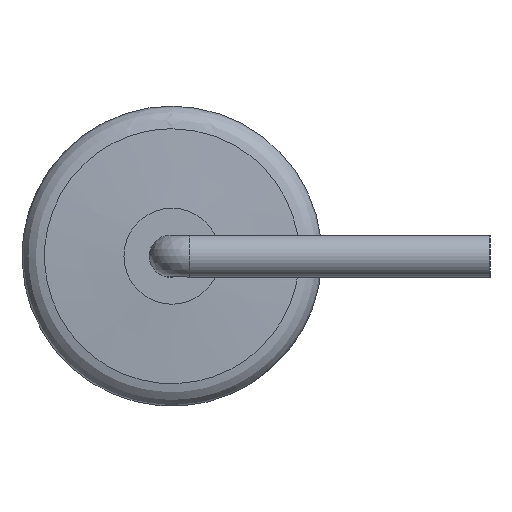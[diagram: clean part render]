
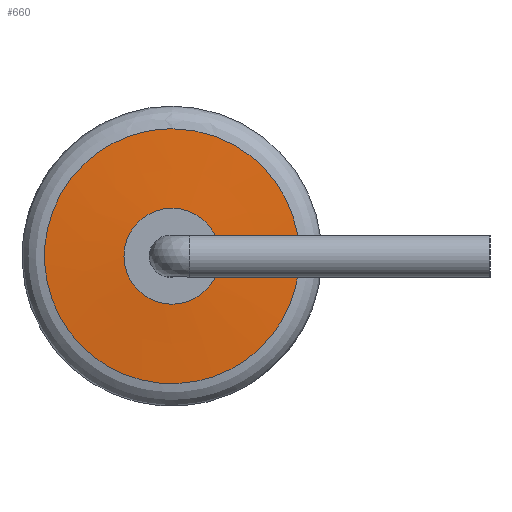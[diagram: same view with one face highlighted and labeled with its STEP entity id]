
A CAD part, left-side view. The second image highlights one B-rep face of the part: STEP entity #660.
In plain terms, the highlighted conical face has half-angle 86.634 degrees and reference radius 0.8 mm.
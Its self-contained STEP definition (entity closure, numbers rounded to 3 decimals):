
#425 = ( BOUNDED_SURFACE() B_SPLINE_SURFACE(2,13,(
    (#426,#427,#428,#429,#430,#431,#432,#433,#434,#435,#436,#437,#438
      ,#439)
    ,(#440,#441,#442,#443,#444,#445,#446,#447,#448,#449,#450,#451,#452
      ,#453)
    ,(#454,#455,#456,#457,#458,#459,#460,#461,#462,#463,#464,#465,#466
,#467
    )),.UNSPECIFIED.,.F.,.T.,.F.) B_SPLINE_SURFACE_WITH_KNOTS((3,3),(14,
    14),(0.,15.708),(0.,15.708),
.PIECEWISE_BEZIER_KNOTS.) GEOMETRIC_REPRESENTATION_ITEM() 
RATIONAL_B_SPLINE_SURFACE((
    (1.,1.,1.,1.,1.,1.
      ,1.,1.,1.,1.
      ,1.,1.,1.,1.)
    ,(0.728,0.728,0.728,0.728
      ,0.728,0.728,0.728,0.728
      ,0.728,0.728,0.728,0.728
      ,0.728,0.728)
    ,(1.,1.,1.,1.,1.,1.
      ,1.,1.,1.,1.
,1.,1.,1.,1.))) REPRESENTATION_ITEM('') SURFACE() );
#426 = CARTESIAN_POINT('',(-5.922,0.,
    2.123));
#427 = CARTESIAN_POINT('',(-5.922,-1.011,2.123)
  );
#428 = CARTESIAN_POINT('',(-5.922,-2.046,1.601
    ));
#429 = CARTESIAN_POINT('',(-5.922,-2.786,
    0.525));
#430 = CARTESIAN_POINT('',(-5.922,-2.9,
    -0.955));
#431 = CARTESIAN_POINT('',(-5.922,-2.111,
    -2.234));
#432 = CARTESIAN_POINT('',(-5.922,-0.96,
    -3.172));
#433 = CARTESIAN_POINT('',(-5.922,0.96,
    -3.172));
#434 = CARTESIAN_POINT('',(-5.922,2.111,
    -2.234));
#435 = CARTESIAN_POINT('',(-5.922,2.9,
    -0.955));
#436 = CARTESIAN_POINT('',(-5.922,2.786,0.525)
  );
#437 = CARTESIAN_POINT('',(-5.922,2.046,1.601
    ));
#438 = CARTESIAN_POINT('',(-5.922,1.011,2.123)
  );
#439 = CARTESIAN_POINT('',(-5.922,0.,
    2.123));
#440 = CARTESIAN_POINT('',(-5.9,0.,2.5));
#441 = CARTESIAN_POINT('',(-5.9,-1.191,2.5));
#442 = CARTESIAN_POINT('',(-5.9,-2.409,1.885));
#443 = CARTESIAN_POINT('',(-5.9,-3.28,0.618));
#444 = CARTESIAN_POINT('',(-5.9,-3.414,-1.125));
#445 = CARTESIAN_POINT('',(-5.9,-2.486,-2.631));
#446 = CARTESIAN_POINT('',(-5.9,-1.13,
    -3.735));
#447 = CARTESIAN_POINT('',(-5.9,1.13,
    -3.735));
#448 = CARTESIAN_POINT('',(-5.9,2.486,
    -2.631));
#449 = CARTESIAN_POINT('',(-5.9,3.414,-1.125));
#450 = CARTESIAN_POINT('',(-5.9,3.28,0.618));
#451 = CARTESIAN_POINT('',(-5.9,2.409,1.885));
#452 = CARTESIAN_POINT('',(-5.9,1.191,2.5));
#453 = CARTESIAN_POINT('',(-5.9,0.,2.5));
#454 = CARTESIAN_POINT('',(-5.523,0.,2.5));
#455 = CARTESIAN_POINT('',(-5.523,-1.191,2.5));
#456 = CARTESIAN_POINT('',(-5.523,-2.409,1.885
    ));
#457 = CARTESIAN_POINT('',(-5.523,-3.28,0.618
    ));
#458 = CARTESIAN_POINT('',(-5.523,-3.414,
    -1.125));
#459 = CARTESIAN_POINT('',(-5.523,-2.486,
    -2.631));
#460 = CARTESIAN_POINT('',(-5.523,-1.13,
    -3.735));
#461 = CARTESIAN_POINT('',(-5.523,1.13,
    -3.735));
#462 = CARTESIAN_POINT('',(-5.523,2.486,
    -2.631));
#463 = CARTESIAN_POINT('',(-5.523,3.414,-1.125
    ));
#464 = CARTESIAN_POINT('',(-5.523,3.28,0.618
    ));
#465 = CARTESIAN_POINT('',(-5.523,2.409,1.885)
  );
#466 = CARTESIAN_POINT('',(-5.523,1.191,2.5));
#467 = CARTESIAN_POINT('',(-5.523,0.,2.5));
#536 = VERTEX_POINT('',#537);
#537 = CARTESIAN_POINT('',(-5.922,0.,
    2.123));
#558 = EDGE_CURVE('',#536,#536,#559,.T.);
#559 = SURFACE_CURVE('',#560,(#575,#582),.PCURVE_S1.);
#560 = ( BOUNDED_CURVE() B_SPLINE_CURVE(13,(#561,#562,#563,#564,#565,
    #566,#567,#568,#569,#570,#571,#572,#573,#574),.UNSPECIFIED.,.T.,.F.)
 B_SPLINE_CURVE_WITH_KNOTS((14,14),(0.,15.708),
.PIECEWISE_BEZIER_KNOTS.) CURVE() GEOMETRIC_REPRESENTATION_ITEM() 
RATIONAL_B_SPLINE_CURVE((1.,1.,1.,1.,1.,
    1.,1.,1.,1.,
1.,1.,1.,1.,1.)) REPRESENTATION_ITEM('') );
#561 = CARTESIAN_POINT('',(-5.922,0.,
    2.123));
#562 = CARTESIAN_POINT('',(-5.922,-1.011,2.123)
  );
#563 = CARTESIAN_POINT('',(-5.922,-2.046,1.601
    ));
#564 = CARTESIAN_POINT('',(-5.922,-2.786,
    0.525));
#565 = CARTESIAN_POINT('',(-5.922,-2.9,
    -0.955));
#566 = CARTESIAN_POINT('',(-5.922,-2.111,
    -2.234));
#567 = CARTESIAN_POINT('',(-5.922,-0.96,
    -3.172));
#568 = CARTESIAN_POINT('',(-5.922,0.96,
    -3.172));
#569 = CARTESIAN_POINT('',(-5.922,2.111,
    -2.234));
#570 = CARTESIAN_POINT('',(-5.922,2.9,
    -0.955));
#571 = CARTESIAN_POINT('',(-5.922,2.786,0.525)
  );
#572 = CARTESIAN_POINT('',(-5.922,2.046,1.601
    ));
#573 = CARTESIAN_POINT('',(-5.922,1.011,2.123)
  );
#574 = CARTESIAN_POINT('',(-5.922,0.,
    2.123));
#575 = PCURVE('',#425,#576);
#576 = DEFINITIONAL_REPRESENTATION('',(#577),#581);
#577 = LINE('',#578,#579);
#578 = CARTESIAN_POINT('',(0.,0.));
#579 = VECTOR('',#580,1.);
#580 = DIRECTION('',(0.,1.));
#581 = ( GEOMETRIC_REPRESENTATION_CONTEXT(2) 
PARAMETRIC_REPRESENTATION_CONTEXT() REPRESENTATION_CONTEXT('2D SPACE',''
  ) );
#582 = PCURVE('',#583,#588);
#583 = CONICAL_SURFACE('',#584,0.8,1.512);
#584 = AXIS2_PLACEMENT_3D('',#585,#586,#587);
#585 = CARTESIAN_POINT('',(-6.,0.,0.));
#586 = DIRECTION('',(1.,0.,0.));
#587 = DIRECTION('',(0.,0.,1.));
#588 = DEFINITIONAL_REPRESENTATION('',(#589),#624);
#589 = B_SPLINE_CURVE_WITH_KNOTS('',9,(#590,#591,#592,#593,#594,#595,
    #596,#597,#598,#599,#600,#601,#602,#603,#604,#605,#606,#607,#608,
    #609,#610,#611,#612,#613,#614,#615,#616,#617,#618,#619,#620,#621,
    #622,#623),.UNSPECIFIED.,.F.,.F.,(10,8,8,8,10),(0.,
    3.927,7.854,11.781,15.708),
  .UNSPECIFIED.);
#590 = CARTESIAN_POINT('',(0.,0.078));
#591 = CARTESIAN_POINT('',(0.172,0.078));
#592 = CARTESIAN_POINT('',(0.346,0.078));
#593 = CARTESIAN_POINT('',(0.52,0.078));
#594 = CARTESIAN_POINT('',(0.695,0.078));
#595 = CARTESIAN_POINT('',(0.87,0.078));
#596 = CARTESIAN_POINT('',(1.045,0.078));
#597 = CARTESIAN_POINT('',(1.22,0.078));
#598 = CARTESIAN_POINT('',(1.395,0.078));
#599 = CARTESIAN_POINT('',(1.745,0.078));
#600 = CARTESIAN_POINT('',(1.92,0.078));
#601 = CARTESIAN_POINT('',(2.094,0.078));
#602 = CARTESIAN_POINT('',(2.269,0.078));
#603 = CARTESIAN_POINT('',(2.443,0.078));
#604 = CARTESIAN_POINT('',(2.618,0.078));
#605 = CARTESIAN_POINT('',(2.793,0.078));
#606 = CARTESIAN_POINT('',(2.967,0.078));
#607 = CARTESIAN_POINT('',(3.316,0.078));
#608 = CARTESIAN_POINT('',(3.491,0.078));
#609 = CARTESIAN_POINT('',(3.665,0.078));
#610 = CARTESIAN_POINT('',(3.84,0.078));
#611 = CARTESIAN_POINT('',(4.014,0.078));
#612 = CARTESIAN_POINT('',(4.189,0.078));
#613 = CARTESIAN_POINT('',(4.363,0.078));
#614 = CARTESIAN_POINT('',(4.538,0.078));
#615 = CARTESIAN_POINT('',(4.888,0.078));
#616 = CARTESIAN_POINT('',(5.063,0.078));
#617 = CARTESIAN_POINT('',(5.238,0.078));
#618 = CARTESIAN_POINT('',(5.413,0.078));
#619 = CARTESIAN_POINT('',(5.588,0.078));
#620 = CARTESIAN_POINT('',(5.763,0.078));
#621 = CARTESIAN_POINT('',(5.938,0.078));
#622 = CARTESIAN_POINT('',(6.111,0.078));
#623 = CARTESIAN_POINT('',(6.283,0.078));
#624 = ( GEOMETRIC_REPRESENTATION_CONTEXT(2) 
PARAMETRIC_REPRESENTATION_CONTEXT() REPRESENTATION_CONTEXT('2D SPACE',''
  ) );
#660 = ADVANCED_FACE('',(#661),#583,.T.);
#661 = FACE_BOUND('',#662,.T.);
#662 = EDGE_LOOP('',(#663,#686,#713,#714));
#663 = ORIENTED_EDGE('',*,*,#664,.F.);
#664 = EDGE_CURVE('',#665,#536,#667,.T.);
#665 = VERTEX_POINT('',#666);
#666 = CARTESIAN_POINT('',(-6.,0.,0.8));
#667 = SEAM_CURVE('',#668,(#672,#679),.PCURVE_S1.);
#668 = LINE('',#669,#670);
#669 = CARTESIAN_POINT('',(-6.,0.,0.8));
#670 = VECTOR('',#671,1.);
#671 = DIRECTION('',(0.059,0.,
    0.998));
#672 = PCURVE('',#583,#673);
#673 = DEFINITIONAL_REPRESENTATION('',(#674),#678);
#674 = LINE('',#675,#676);
#675 = CARTESIAN_POINT('',(0.,0.));
#676 = VECTOR('',#677,1.);
#677 = DIRECTION('',(0.,1.));
#678 = ( GEOMETRIC_REPRESENTATION_CONTEXT(2) 
PARAMETRIC_REPRESENTATION_CONTEXT() REPRESENTATION_CONTEXT('2D SPACE',''
  ) );
#679 = PCURVE('',#583,#680);
#680 = DEFINITIONAL_REPRESENTATION('',(#681),#685);
#681 = LINE('',#682,#683);
#682 = CARTESIAN_POINT('',(6.283,0.));
#683 = VECTOR('',#684,1.);
#684 = DIRECTION('',(0.,1.));
#685 = ( GEOMETRIC_REPRESENTATION_CONTEXT(2) 
PARAMETRIC_REPRESENTATION_CONTEXT() REPRESENTATION_CONTEXT('2D SPACE',''
  ) );
#686 = ORIENTED_EDGE('',*,*,#687,.T.);
#687 = EDGE_CURVE('',#665,#665,#688,.T.);
#688 = SURFACE_CURVE('',#689,(#694,#701),.PCURVE_S1.);
#689 = CIRCLE('',#690,0.8);
#690 = AXIS2_PLACEMENT_3D('',#691,#692,#693);
#691 = CARTESIAN_POINT('',(-6.,0.,0.));
#692 = DIRECTION('',(1.,0.,-0.));
#693 = DIRECTION('',(0.,0.,1.));
#694 = PCURVE('',#583,#695);
#695 = DEFINITIONAL_REPRESENTATION('',(#696),#700);
#696 = LINE('',#697,#698);
#697 = CARTESIAN_POINT('',(0.,0.));
#698 = VECTOR('',#699,1.);
#699 = DIRECTION('',(1.,0.));
#700 = ( GEOMETRIC_REPRESENTATION_CONTEXT(2) 
PARAMETRIC_REPRESENTATION_CONTEXT() REPRESENTATION_CONTEXT('2D SPACE',''
  ) );
#701 = PCURVE('',#702,#707);
#702 = PLANE('',#703);
#703 = AXIS2_PLACEMENT_3D('',#704,#705,#706);
#704 = CARTESIAN_POINT('',(-6.,0.,0.));
#705 = DIRECTION('',(1.,0.,0.));
#706 = DIRECTION('',(0.,0.,1.));
#707 = DEFINITIONAL_REPRESENTATION('',(#708),#712);
#708 = CIRCLE('',#709,0.8);
#709 = AXIS2_PLACEMENT_2D('',#710,#711);
#710 = CARTESIAN_POINT('',(0.,0.));
#711 = DIRECTION('',(1.,0.));
#712 = ( GEOMETRIC_REPRESENTATION_CONTEXT(2) 
PARAMETRIC_REPRESENTATION_CONTEXT() REPRESENTATION_CONTEXT('2D SPACE',''
  ) );
#713 = ORIENTED_EDGE('',*,*,#664,.T.);
#714 = ORIENTED_EDGE('',*,*,#558,.F.);
